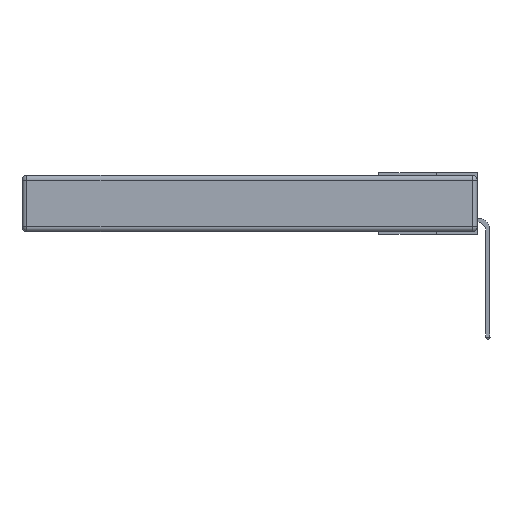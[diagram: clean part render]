
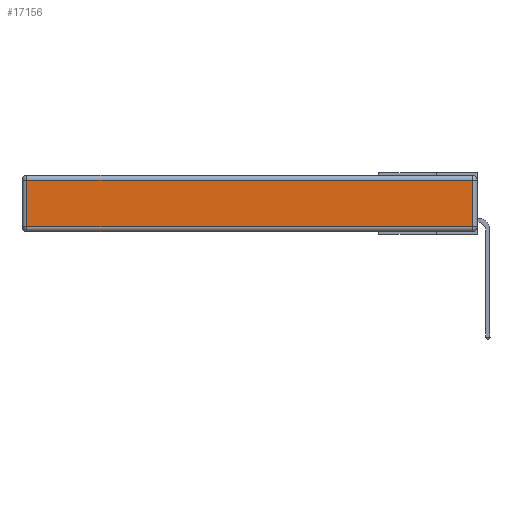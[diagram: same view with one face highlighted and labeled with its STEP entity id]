
A CAD part, left-side view. The second image highlights one B-rep face of the part: STEP entity #17156.
In plain terms, the highlighted planar face has unit normal (-1, 0, 0).
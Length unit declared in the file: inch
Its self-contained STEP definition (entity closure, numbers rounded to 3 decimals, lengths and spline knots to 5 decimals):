
#479 = EDGE_CURVE ( 'NONE', #3390, #12647, #15134, .T. ) ;
#838 = VECTOR ( 'NONE', #5384, 39.37008 ) ;
#1810 = ORIENTED_EDGE ( 'NONE', *, *, #22202, .T. ) ;
#1980 = VECTOR ( 'NONE', #22938, 39.37008 ) ;
#2547 = AXIS2_PLACEMENT_3D ( 'NONE', #4672, #17166, #15625 ) ;
#3048 = LINE ( 'NONE', #16274, #5001 ) ;
#3343 = VERTEX_POINT ( 'NONE', #22203 ) ;
#3390 = VERTEX_POINT ( 'NONE', #22877 ) ;
#3757 = DIRECTION ( 'NONE',  ( 0., 0., 1. ) ) ;
#3795 = CARTESIAN_POINT ( 'NONE',  ( 0., 0., -0.313 ) ) ;
#4672 = CARTESIAN_POINT ( 'NONE',  ( 0., 0., -0.343 ) ) ;
#4833 = CARTESIAN_POINT ( 'NONE',  ( 0., 2.72, -0.343 ) ) ;
#5001 = VECTOR ( 'NONE', #3757, 39.37008 ) ;
#5384 = DIRECTION ( 'NONE',  ( 0., -1., 0. ) ) ;
#5661 = CARTESIAN_POINT ( 'NONE',  ( 0., 2.72, -0.03 ) ) ;
#10471 = CARTESIAN_POINT ( 'NONE',  ( 0., 0.03, -0.313 ) ) ;
#10544 = VECTOR ( 'NONE', #17314, 39.37008 ) ;
#12647 = VERTEX_POINT ( 'NONE', #5661 ) ;
#14924 = EDGE_CURVE ( 'NONE', #3343, #15420, #19493, .T. ) ;
#15134 = LINE ( 'NONE', #21186, #1980 ) ;
#15307 = EDGE_CURVE ( 'NONE', #15420, #3390, #3048, .T. ) ;
#15420 = VERTEX_POINT ( 'NONE', #10471 ) ;
#15625 = DIRECTION ( 'NONE',  ( 0., 0., 1. ) ) ;
#16274 = CARTESIAN_POINT ( 'NONE',  ( 0., 0.03, -0.343 ) ) ;
#17037 = ORIENTED_EDGE ( 'NONE', *, *, #479, .T. ) ;
#17156 = ADVANCED_FACE ( 'NONE', ( #20488 ), #22451, .T. ) ;
#17166 = DIRECTION ( 'NONE',  ( -1., 0., 0. ) ) ;
#17314 = DIRECTION ( 'NONE',  ( 0., 0., -1. ) ) ;
#17630 = EDGE_LOOP ( 'NONE', ( #22123, #21585, #17037, #1810 ) ) ;
#19164 = LINE ( 'NONE', #4833, #10544 ) ;
#19493 = LINE ( 'NONE', #3795, #838 ) ;
#20488 = FACE_OUTER_BOUND ( 'NONE', #17630, .T. ) ;
#21186 = CARTESIAN_POINT ( 'NONE',  ( 0., 2.75, -0.03 ) ) ;
#21585 = ORIENTED_EDGE ( 'NONE', *, *, #15307, .T. ) ;
#22123 = ORIENTED_EDGE ( 'NONE', *, *, #14924, .T. ) ;
#22202 = EDGE_CURVE ( 'NONE', #12647, #3343, #19164, .T. ) ;
#22203 = CARTESIAN_POINT ( 'NONE',  ( 0., 2.72, -0.313 ) ) ;
#22451 = PLANE ( 'NONE',  #2547 ) ;
#22877 = CARTESIAN_POINT ( 'NONE',  ( 0., 0.03, -0.03 ) ) ;
#22938 = DIRECTION ( 'NONE',  ( 0., 1., 0. ) ) ;
